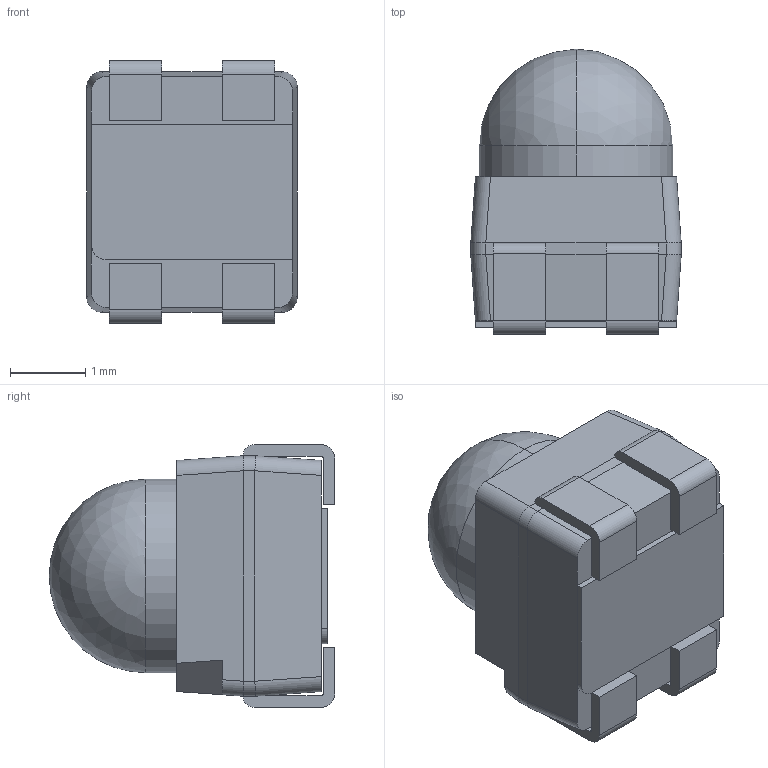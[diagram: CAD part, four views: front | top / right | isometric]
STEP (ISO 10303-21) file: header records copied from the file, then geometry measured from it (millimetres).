
FILE_DESCRIPTION (( 'STEP AP214' ), '1' );
FILE_NAME ('SFH 4248-Z.STEP', '2021-09-16T22:45:59', ( '' ), ( '' ), 'SwSTEP 2.0', 'SolidWorks 2020', '' );
FILE_SCHEMA (( 'AUTOMOTIVE_DESIGN' ));
Length unit declared in the file: millimetre
Products named in the file (1): SFH 4248-Z
Bounding box: 2.8 x 3.8 x 3.5 mm (x, y, z)
Volume: 24.2 mm3; surface area: 71.1 mm2
Topology: 6 solids, 6 shells, 92 faces, 239 edges, 157 vertices
Faces by surface type: plane 63, cylinder 27, sphere 2
Entity records: 2830 total; most frequent: CARTESIAN_POINT 531, ORIENTED_EDGE 470, DIRECTION 437, EDGE_CURVE 235, VECTOR 187, LINE 187, VERTEX_POINT 155, AXIS2_PLACEMENT_3D 125
